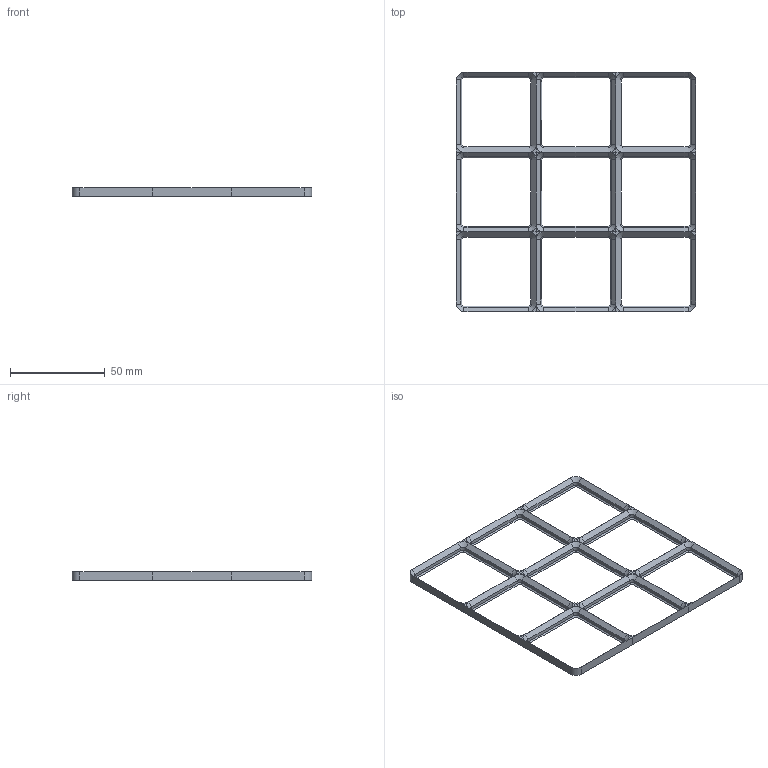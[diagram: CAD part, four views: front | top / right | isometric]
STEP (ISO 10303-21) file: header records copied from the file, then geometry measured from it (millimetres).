
FILE_DESCRIPTION(('STEP AP242'), '1');
FILE_NAME('assemblyCells', '', ('UNSPECIFIED'), ('UNSPECIFIED'), 'C3D Converter', 'C3D Toolkit', '');
FILE_SCHEMA(('AP242_MANAGED_MODEL_BASED_3D_ENGINEERING_MIM_LF { 1 0 10303 442 1 1 4 }'));
Length unit declared in the file: millimetre
Assembly tree (9 placements, depth 2):
  (unnamed)
    (unnamed)  x5
    (unnamed)  x4
Bounding box: 126 x 126 x 4.65 mm (x, y, z)
Volume: 11559.3 mm3; surface area: 19033.8 mm2
Topology: 9 solids, 9 shells, 297 faces, 648 edges, 360 vertices
Faces by surface type: plane 185, cone 72, cylinder 40
Entity records: 2063 total; most frequent: DIRECTION 329, CARTESIAN_POINT 300, ORIENTED_EDGE 288, EDGE_CURVE 144, LINE 111, VECTOR 111, AXIS2_PLACEMENT_3D 109, VERTEX_POINT 80
